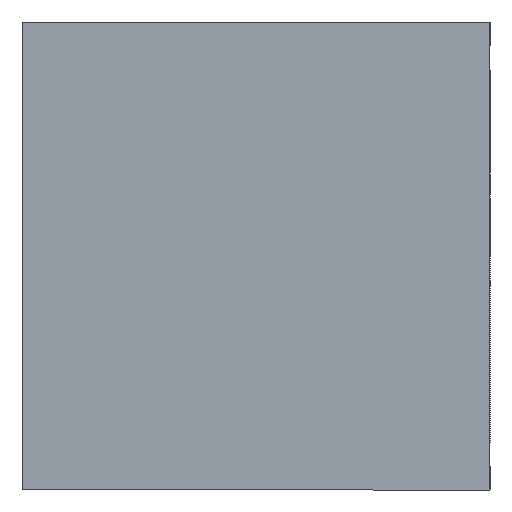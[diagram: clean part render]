
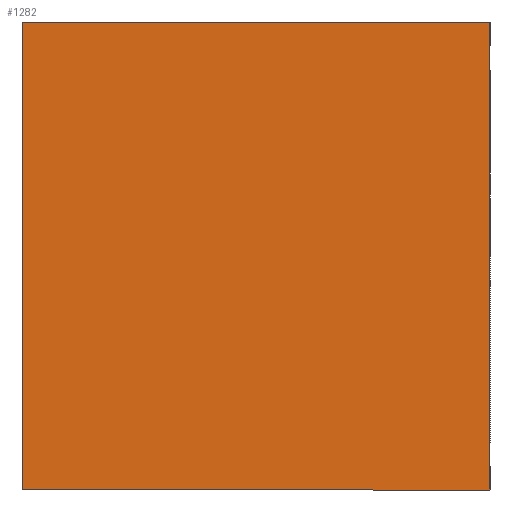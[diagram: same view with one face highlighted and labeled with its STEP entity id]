
A CAD part, left-side view. The second image highlights one B-rep face of the part: STEP entity #1282.
In plain terms, the highlighted face is planar.
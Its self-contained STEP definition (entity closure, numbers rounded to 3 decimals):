
#35 = EDGE_CURVE ( 'NONE', #1939, #2025, #884, .T. ) ;
#66 = CARTESIAN_POINT ( 'NONE',  ( 19.5, 19.5, 0.2 ) ) ;
#71 = PLANE ( 'NONE',  #1440 ) ;
#90 = EDGE_CURVE ( 'NONE', #2025, #954, #686, .T. ) ;
#107 = EDGE_CURVE ( 'NONE', #954, #766, #591, .T. ) ;
#150 = DIRECTION ( 'NONE',  ( 1., 0., 0. ) ) ;
#158 = VECTOR ( 'NONE', #150, 1000. ) ;
#206 = DIRECTION ( 'NONE',  ( 0., 1., 0. ) ) ;
#207 = EDGE_CURVE ( 'NONE', #766, #1939, #811, .T. ) ;
#227 = DIRECTION ( 'NONE',  ( 0., 0., -1. ) ) ;
#257 = CARTESIAN_POINT ( 'NONE',  ( -19.5, 19.5, 0.2 ) ) ;
#319 = ORIENTED_EDGE ( 'NONE', *, *, #207, .T. ) ;
#355 = CARTESIAN_POINT ( 'NONE',  ( 19.5, -19.5, 0.2 ) ) ;
#479 = ORIENTED_EDGE ( 'NONE', *, *, #90, .T. ) ;
#571 = FACE_OUTER_BOUND ( 'NONE', #1132, .T. ) ;
#591 = LINE ( 'NONE', #1618, #158 ) ;
#636 = VECTOR ( 'NONE', #1718, 1000. ) ;
#686 = LINE ( 'NONE', #1778, #636 ) ;
#766 = VERTEX_POINT ( 'NONE', #355 ) ;
#811 = LINE ( 'NONE', #1016, #1643 ) ;
#860 = DIRECTION ( 'NONE',  ( -1., 0., 0. ) ) ;
#884 = LINE ( 'NONE', #1853, #1669 ) ;
#895 = ORIENTED_EDGE ( 'NONE', *, *, #107, .T. ) ;
#954 = VERTEX_POINT ( 'NONE', #1093 ) ;
#1016 = CARTESIAN_POINT ( 'NONE',  ( 19.5, -19.5, 0.2 ) ) ;
#1093 = CARTESIAN_POINT ( 'NONE',  ( -19.5, -19.5, 0.2 ) ) ;
#1132 = EDGE_LOOP ( 'NONE', ( #319, #1299, #479, #895 ) ) ;
#1282 = ADVANCED_FACE ( 'NONE', ( #571 ), #71, .F. ) ;
#1299 = ORIENTED_EDGE ( 'NONE', *, *, #35, .T. ) ;
#1340 = CARTESIAN_POINT ( 'NONE',  ( 19.5, 19.5, 0.2 ) ) ;
#1375 = DIRECTION ( 'NONE',  ( -1., 0., 0. ) ) ;
#1440 = AXIS2_PLACEMENT_3D ( 'NONE', #66, #227, #1375 ) ;
#1618 = CARTESIAN_POINT ( 'NONE',  ( -19.5, -19.5, 0.2 ) ) ;
#1643 = VECTOR ( 'NONE', #206, 1000. ) ;
#1669 = VECTOR ( 'NONE', #860, 1000. ) ;
#1718 = DIRECTION ( 'NONE',  ( 0., -1., 0. ) ) ;
#1778 = CARTESIAN_POINT ( 'NONE',  ( -19.5, -19.5, 0.2 ) ) ;
#1853 = CARTESIAN_POINT ( 'NONE',  ( -19.5, 19.5, 0.2 ) ) ;
#1939 = VERTEX_POINT ( 'NONE', #1340 ) ;
#2025 = VERTEX_POINT ( 'NONE', #257 ) ;
